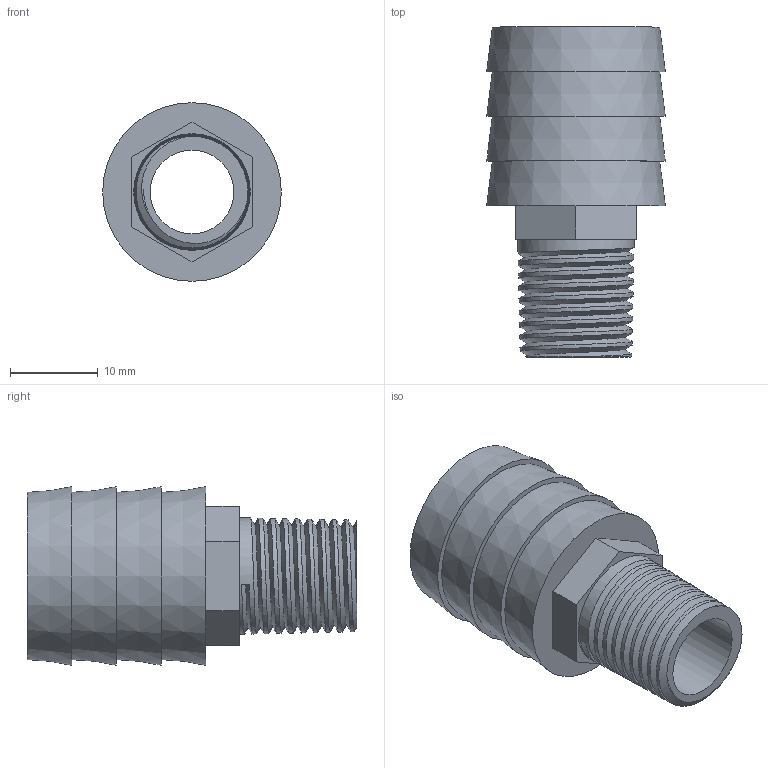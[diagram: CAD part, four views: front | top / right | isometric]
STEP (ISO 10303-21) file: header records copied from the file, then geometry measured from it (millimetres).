
FILE_DESCRIPTION(/* description */ (''),/* implementation_level */ '2;1');
FILE_NAME(/* name */ '1.step',/* time_stamp */ '2020-04-19T18:54:56-04:00',/* author */ (''),/* organization */ (''),/* preprocessor_version */ 'ST-DEVELOPER v18.1',/* originating_system */ 'Autodesk Translation Framework v9.2.0.1227',/* authorisation */ '');
FILE_SCHEMA (('AUTOMOTIVE_DESIGN { 1 0 10303 214 3 1 1 }'));
Length unit declared in the file: inch
Products named in the file (1): 1/4 NPT to 3/4-inch barb
Bounding box: 20.31 x 37.51 x 20.31 mm (x, y, z)
Volume: 4926.3 mm3; surface area: 4046.4 mm2
Topology: 1 solids, 1 shells, 32 faces, 78 edges, 53 vertices
Faces by surface type: cone 15, plane 14, bspline 2, cylinder 1
Full cylindrical faces by diameter (mm): 9.525 x1
Entity records: 4035 total; most frequent: CARTESIAN_POINT 3274, ORIENTED_EDGE 156, DIRECTION 131, EDGE_CURVE 78, VERTEX_POINT 53, AXIS2_PLACEMENT_3D 47, EDGE_LOOP 39, LINE 37
